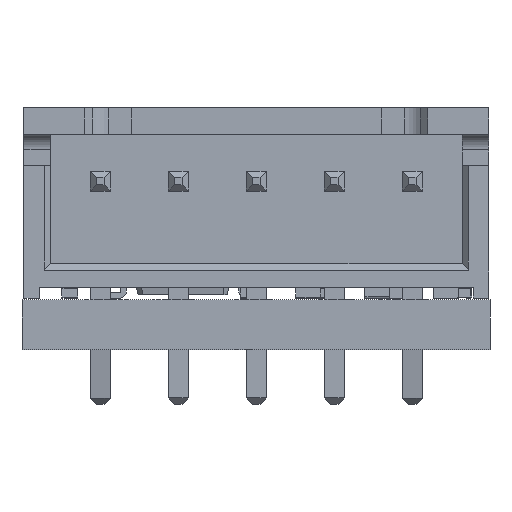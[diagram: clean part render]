
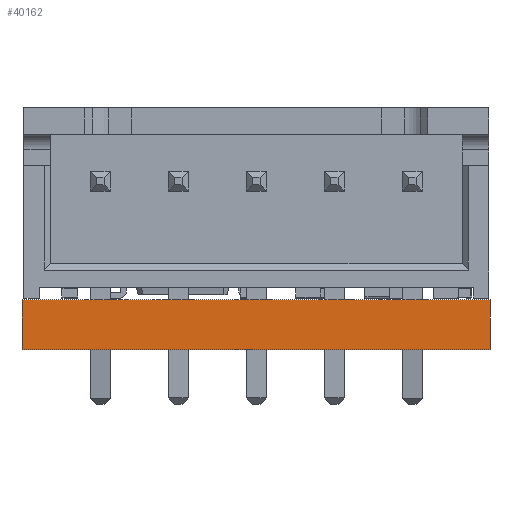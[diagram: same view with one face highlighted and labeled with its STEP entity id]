
A CAD part, front view. The second image highlights one B-rep face of the part: STEP entity #40162.
In plain terms, the highlighted planar face has unit normal (0, -1, 0).
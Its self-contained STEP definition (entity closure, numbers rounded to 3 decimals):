
#40162 = ADVANCED_FACE('',(#40163),#40177,.F.);
#40163 = FACE_BOUND('',#40164,.F.);
#40164 = EDGE_LOOP('',(#40165,#40200,#40228,#40256));
#40165 = ORIENTED_EDGE('',*,*,#40166,.T.);
#40166 = EDGE_CURVE('',#40167,#40169,#40171,.T.);
#40167 = VERTEX_POINT('',#40168);
#40168 = CARTESIAN_POINT('',(0.,-25.6,0.));
#40169 = VERTEX_POINT('',#40170);
#40170 = CARTESIAN_POINT('',(0.,-25.6,1.6));
#40171 = SURFACE_CURVE('',#40172,(#40176,#40188),.PCURVE_S1.);
#40172 = LINE('',#40173,#40174);
#40173 = CARTESIAN_POINT('',(0.,-25.6,0.));
#40174 = VECTOR('',#40175,1.);
#40175 = DIRECTION('',(0.,0.,1.));
#40176 = PCURVE('',#40177,#40182);
#40177 = PLANE('',#40178);
#40178 = AXIS2_PLACEMENT_3D('',#40179,#40180,#40181);
#40179 = CARTESIAN_POINT('',(0.,-25.6,0.));
#40180 = DIRECTION('',(0.,1.,0.));
#40181 = DIRECTION('',(1.,0.,0.));
#40182 = DEFINITIONAL_REPRESENTATION('',(#40183),#40187);
#40183 = LINE('',#40184,#40185);
#40184 = CARTESIAN_POINT('',(0.,0.));
#40185 = VECTOR('',#40186,1.);
#40186 = DIRECTION('',(0.,-1.));
#40187 = ( GEOMETRIC_REPRESENTATION_CONTEXT(2) 
PARAMETRIC_REPRESENTATION_CONTEXT() REPRESENTATION_CONTEXT('2D SPACE',''
  ) );
#40188 = PCURVE('',#40189,#40194);
#40189 = PLANE('',#40190);
#40190 = AXIS2_PLACEMENT_3D('',#40191,#40192,#40193);
#40191 = CARTESIAN_POINT('',(0.,-0.,0.));
#40192 = DIRECTION('',(1.,0.,-0.));
#40193 = DIRECTION('',(0.,-1.,0.));
#40194 = DEFINITIONAL_REPRESENTATION('',(#40195),#40199);
#40195 = LINE('',#40196,#40197);
#40196 = CARTESIAN_POINT('',(25.6,0.));
#40197 = VECTOR('',#40198,1.);
#40198 = DIRECTION('',(0.,-1.));
#40199 = ( GEOMETRIC_REPRESENTATION_CONTEXT(2) 
PARAMETRIC_REPRESENTATION_CONTEXT() REPRESENTATION_CONTEXT('2D SPACE',''
  ) );
#40200 = ORIENTED_EDGE('',*,*,#40201,.T.);
#40201 = EDGE_CURVE('',#40169,#40202,#40204,.T.);
#40202 = VERTEX_POINT('',#40203);
#40203 = CARTESIAN_POINT('',(15.,-25.6,1.6));
#40204 = SURFACE_CURVE('',#40205,(#40209,#40216),.PCURVE_S1.);
#40205 = LINE('',#40206,#40207);
#40206 = CARTESIAN_POINT('',(0.,-25.6,1.6));
#40207 = VECTOR('',#40208,1.);
#40208 = DIRECTION('',(1.,0.,0.));
#40209 = PCURVE('',#40177,#40210);
#40210 = DEFINITIONAL_REPRESENTATION('',(#40211),#40215);
#40211 = LINE('',#40212,#40213);
#40212 = CARTESIAN_POINT('',(0.,-1.6));
#40213 = VECTOR('',#40214,1.);
#40214 = DIRECTION('',(1.,0.));
#40215 = ( GEOMETRIC_REPRESENTATION_CONTEXT(2) 
PARAMETRIC_REPRESENTATION_CONTEXT() REPRESENTATION_CONTEXT('2D SPACE',''
  ) );
#40216 = PCURVE('',#40217,#40222);
#40217 = PLANE('',#40218);
#40218 = AXIS2_PLACEMENT_3D('',#40219,#40220,#40221);
#40219 = CARTESIAN_POINT('',(7.5,-12.8,1.6));
#40220 = DIRECTION('',(0.,0.,1.));
#40221 = DIRECTION('',(1.,0.,-0.));
#40222 = DEFINITIONAL_REPRESENTATION('',(#40223),#40227);
#40223 = LINE('',#40224,#40225);
#40224 = CARTESIAN_POINT('',(-7.5,-12.8));
#40225 = VECTOR('',#40226,1.);
#40226 = DIRECTION('',(1.,0.));
#40227 = ( GEOMETRIC_REPRESENTATION_CONTEXT(2) 
PARAMETRIC_REPRESENTATION_CONTEXT() REPRESENTATION_CONTEXT('2D SPACE',''
  ) );
#40228 = ORIENTED_EDGE('',*,*,#40229,.F.);
#40229 = EDGE_CURVE('',#40230,#40202,#40232,.T.);
#40230 = VERTEX_POINT('',#40231);
#40231 = CARTESIAN_POINT('',(15.,-25.6,0.));
#40232 = SURFACE_CURVE('',#40233,(#40237,#40244),.PCURVE_S1.);
#40233 = LINE('',#40234,#40235);
#40234 = CARTESIAN_POINT('',(15.,-25.6,0.));
#40235 = VECTOR('',#40236,1.);
#40236 = DIRECTION('',(0.,0.,1.));
#40237 = PCURVE('',#40177,#40238);
#40238 = DEFINITIONAL_REPRESENTATION('',(#40239),#40243);
#40239 = LINE('',#40240,#40241);
#40240 = CARTESIAN_POINT('',(15.,0.));
#40241 = VECTOR('',#40242,1.);
#40242 = DIRECTION('',(0.,-1.));
#40243 = ( GEOMETRIC_REPRESENTATION_CONTEXT(2) 
PARAMETRIC_REPRESENTATION_CONTEXT() REPRESENTATION_CONTEXT('2D SPACE',''
  ) );
#40244 = PCURVE('',#40245,#40250);
#40245 = PLANE('',#40246);
#40246 = AXIS2_PLACEMENT_3D('',#40247,#40248,#40249);
#40247 = CARTESIAN_POINT('',(15.,-25.6,0.));
#40248 = DIRECTION('',(-1.,0.,0.));
#40249 = DIRECTION('',(0.,1.,0.));
#40250 = DEFINITIONAL_REPRESENTATION('',(#40251),#40255);
#40251 = LINE('',#40252,#40253);
#40252 = CARTESIAN_POINT('',(0.,0.));
#40253 = VECTOR('',#40254,1.);
#40254 = DIRECTION('',(0.,-1.));
#40255 = ( GEOMETRIC_REPRESENTATION_CONTEXT(2) 
PARAMETRIC_REPRESENTATION_CONTEXT() REPRESENTATION_CONTEXT('2D SPACE',''
  ) );
#40256 = ORIENTED_EDGE('',*,*,#40257,.F.);
#40257 = EDGE_CURVE('',#40167,#40230,#40258,.T.);
#40258 = SURFACE_CURVE('',#40259,(#40263,#40270),.PCURVE_S1.);
#40259 = LINE('',#40260,#40261);
#40260 = CARTESIAN_POINT('',(0.,-25.6,0.));
#40261 = VECTOR('',#40262,1.);
#40262 = DIRECTION('',(1.,0.,0.));
#40263 = PCURVE('',#40177,#40264);
#40264 = DEFINITIONAL_REPRESENTATION('',(#40265),#40269);
#40265 = LINE('',#40266,#40267);
#40266 = CARTESIAN_POINT('',(0.,0.));
#40267 = VECTOR('',#40268,1.);
#40268 = DIRECTION('',(1.,0.));
#40269 = ( GEOMETRIC_REPRESENTATION_CONTEXT(2) 
PARAMETRIC_REPRESENTATION_CONTEXT() REPRESENTATION_CONTEXT('2D SPACE',''
  ) );
#40270 = PCURVE('',#40271,#40276);
#40271 = PLANE('',#40272);
#40272 = AXIS2_PLACEMENT_3D('',#40273,#40274,#40275);
#40273 = CARTESIAN_POINT('',(7.5,-12.8,0.));
#40274 = DIRECTION('',(0.,0.,1.));
#40275 = DIRECTION('',(1.,0.,-0.));
#40276 = DEFINITIONAL_REPRESENTATION('',(#40277),#40281);
#40277 = LINE('',#40278,#40279);
#40278 = CARTESIAN_POINT('',(-7.5,-12.8));
#40279 = VECTOR('',#40280,1.);
#40280 = DIRECTION('',(1.,0.));
#40281 = ( GEOMETRIC_REPRESENTATION_CONTEXT(2) 
PARAMETRIC_REPRESENTATION_CONTEXT() REPRESENTATION_CONTEXT('2D SPACE',''
  ) );
